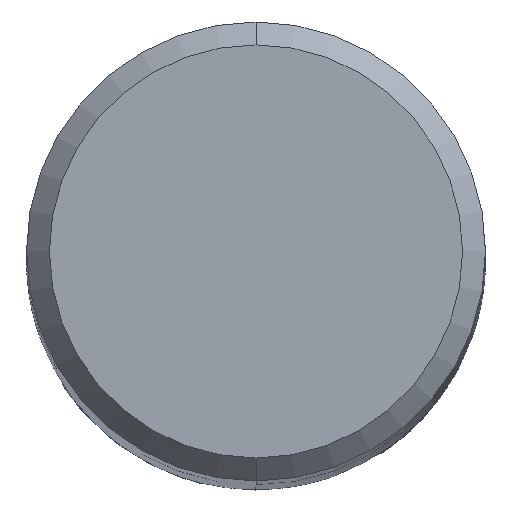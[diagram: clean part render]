
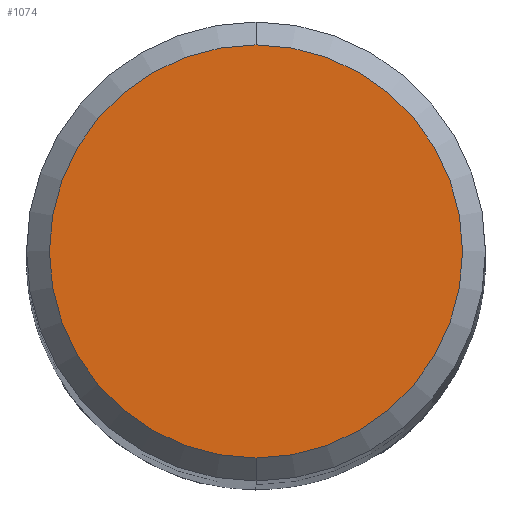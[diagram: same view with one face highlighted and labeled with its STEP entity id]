
A CAD part, top view. The second image highlights one B-rep face of the part: STEP entity #1074.
In plain terms, the highlighted planar face has unit normal (0, 0, 1).
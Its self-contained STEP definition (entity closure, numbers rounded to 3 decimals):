
#550=VERTEX_POINT('',#1399);
#1028=EDGE_CURVE('',#1190,#550,#1921,.T.);
#1044=EDGE_CURVE('',#550,#1190,#1939,.T.);
#1074=ADVANCED_FACE('',(#1972),#1973,.T.);
#1190=VERTEX_POINT('',#2102);
#1399=CARTESIAN_POINT('',(0.,-3.6,0.0));
#1921=CIRCLE('',#5367,3.6);
#1939=CIRCLE('',#5423,3.6);
#1972=FACE_OUTER_BOUND('',#5811,.T.);
#1973=PLANE('',#5812);
#2102=CARTESIAN_POINT('',(0.0,3.6,0.0));
#5367=AXIS2_PLACEMENT_3D('',#7749,#7750,#7751);
#5423=AXIS2_PLACEMENT_3D('',#7770,#7771,#7772);
#5811=EDGE_LOOP('',(#7800,#7801));
#5812=AXIS2_PLACEMENT_3D('',#7802,#7803,#7804);
#7749=CARTESIAN_POINT('',(0.0,0.0,0.0));
#7750=DIRECTION('',(0.0,0.0,-1.0));
#7751=DIRECTION('',(0.0,1.0,0.0));
#7770=CARTESIAN_POINT('',(0.0,0.0,0.0));
#7771=DIRECTION('',(0.0,0.0,-1.0));
#7772=DIRECTION('',(0.0,1.0,0.0));
#7800=ORIENTED_EDGE('',*,*,#1028,.F.);
#7801=ORIENTED_EDGE('',*,*,#1044,.F.);
#7802=CARTESIAN_POINT('',(0.0,1.8,0.0));
#7803=DIRECTION('',(-0.0,0.0,1.0));
#7804=DIRECTION('',(0.0,-1.0,0.0));
